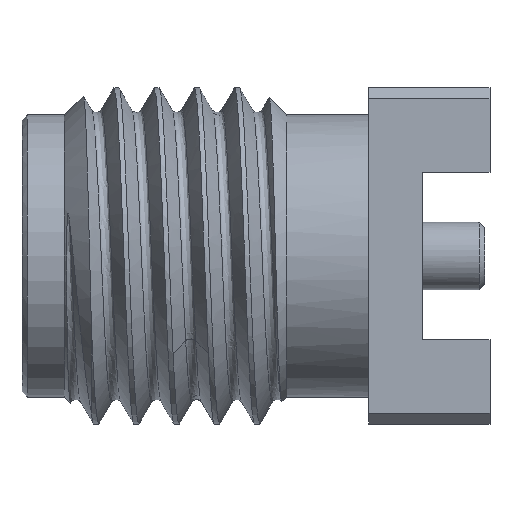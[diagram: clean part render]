
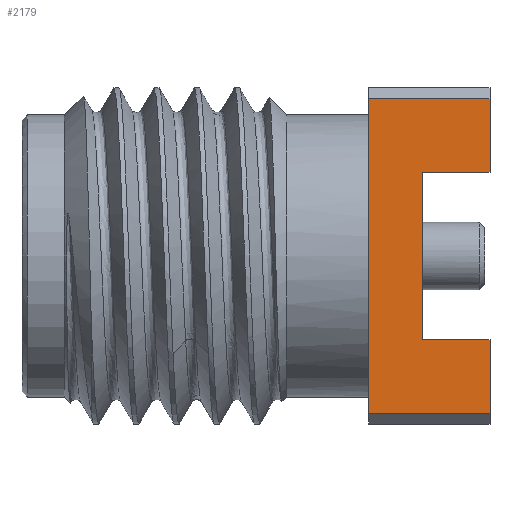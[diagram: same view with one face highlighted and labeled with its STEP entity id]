
A CAD part, front view. The second image highlights one B-rep face of the part: STEP entity #2179.
In plain terms, the highlighted planar face has unit normal (0, -1, 0).
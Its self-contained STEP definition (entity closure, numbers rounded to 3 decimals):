
#121 = DIRECTION ( 'NONE',  ( -1., 0., 0. ) ) ;
#338 = EDGE_CURVE ( 'NONE', #2941, #4169, #5052, .T. ) ;
#702 = CARTESIAN_POINT ( 'NONE',  ( 7.57, -3.175, -1.585 ) ) ;
#712 = VERTEX_POINT ( 'NONE', #702 ) ;
#751 = LINE ( 'NONE', #4959, #1179 ) ;
#764 = ORIENTED_EDGE ( 'NONE', *, *, #2593, .F. ) ;
#917 = DIRECTION ( 'NONE',  ( 0., 0., -1. ) ) ;
#1084 = CARTESIAN_POINT ( 'NONE',  ( 8.84, -3.175, -1.585 ) ) ;
#1108 = CARTESIAN_POINT ( 'NONE',  ( 8.84, -3.175, -3.175 ) ) ;
#1170 = EDGE_CURVE ( 'NONE', #712, #4907, #3204, .T. ) ;
#1179 = VECTOR ( 'NONE', #3686, 1000. ) ;
#1249 = DIRECTION ( 'NONE',  ( -1., 0., 0. ) ) ;
#1515 = LINE ( 'NONE', #3957, #3907 ) ;
#1569 = VECTOR ( 'NONE', #4897, 1000. ) ;
#1614 = LINE ( 'NONE', #3316, #3623 ) ;
#1631 = ORIENTED_EDGE ( 'NONE', *, *, #338, .F. ) ;
#1768 = DIRECTION ( 'NONE',  ( 0., 1., 0. ) ) ;
#1813 = DIRECTION ( 'NONE',  ( 0., 0., 1. ) ) ;
#1823 = CARTESIAN_POINT ( 'NONE',  ( 8.84, -3.175, -1.585 ) ) ;
#1914 = VECTOR ( 'NONE', #2792, 1000. ) ;
#1960 = CARTESIAN_POINT ( 'NONE',  ( 6.55, -3.175, -2.974 ) ) ;
#2022 = ORIENTED_EDGE ( 'NONE', *, *, #3901, .F. ) ;
#2146 = PLANE ( 'NONE',  #3263 ) ;
#2179 = ADVANCED_FACE ( 'NONE', ( #3075 ), #2146, .F. ) ;
#2311 = EDGE_CURVE ( 'NONE', #3400, #2868, #3678, .T. ) ;
#2358 = ORIENTED_EDGE ( 'NONE', *, *, #2311, .T. ) ;
#2539 = CARTESIAN_POINT ( 'NONE',  ( 8.84, -3.175, -3.175 ) ) ;
#2593 = EDGE_CURVE ( 'NONE', #4907, #3970, #1614, .T. ) ;
#2773 = DIRECTION ( 'NONE',  ( 0., 0., -1. ) ) ;
#2792 = DIRECTION ( 'NONE',  ( 1., 0., 0. ) ) ;
#2810 = DIRECTION ( 'NONE',  ( 0., 0., -1. ) ) ;
#2868 = VERTEX_POINT ( 'NONE', #1960 ) ;
#2941 = VERTEX_POINT ( 'NONE', #5292 ) ;
#2981 = EDGE_CURVE ( 'NONE', #3388, #2941, #4920, .T. ) ;
#3075 = FACE_OUTER_BOUND ( 'NONE', #3251, .T. ) ;
#3111 = ORIENTED_EDGE ( 'NONE', *, *, #1170, .F. ) ;
#3204 = LINE ( 'NONE', #1084, #1914 ) ;
#3216 = VECTOR ( 'NONE', #2773, 1000. ) ;
#3229 = CARTESIAN_POINT ( 'NONE',  ( 6.55, -3.175, 0. ) ) ;
#3251 = EDGE_LOOP ( 'NONE', ( #3832, #2358, #2022, #764, #3111, #3812, #1631, #4206 ) ) ;
#3263 = AXIS2_PLACEMENT_3D ( 'NONE', #2539, #1768, #1813 ) ;
#3316 = CARTESIAN_POINT ( 'NONE',  ( 8.84, -3.175, -3.175 ) ) ;
#3348 = VECTOR ( 'NONE', #1249, 1000. ) ;
#3388 = VERTEX_POINT ( 'NONE', #3568 ) ;
#3400 = VERTEX_POINT ( 'NONE', #5381 ) ;
#3536 = VECTOR ( 'NONE', #2810, 1000. ) ;
#3568 = CARTESIAN_POINT ( 'NONE',  ( 8.84, -3.175, 2.974 ) ) ;
#3583 = CARTESIAN_POINT ( 'NONE',  ( 7.57, -3.175, -3.175 ) ) ;
#3623 = VECTOR ( 'NONE', #917, 1000. ) ;
#3678 = LINE ( 'NONE', #3229, #1569 ) ;
#3686 = DIRECTION ( 'NONE',  ( 1., 0., 0. ) ) ;
#3812 = ORIENTED_EDGE ( 'NONE', *, *, #4774, .F. ) ;
#3832 = ORIENTED_EDGE ( 'NONE', *, *, #4099, .F. ) ;
#3901 = EDGE_CURVE ( 'NONE', #3970, #2868, #1515, .T. ) ;
#3907 = VECTOR ( 'NONE', #121, 1000. ) ;
#3957 = CARTESIAN_POINT ( 'NONE',  ( 8.84, -3.175, -2.974 ) ) ;
#3970 = VERTEX_POINT ( 'NONE', #4399 ) ;
#4099 = EDGE_CURVE ( 'NONE', #3400, #3388, #751, .T. ) ;
#4169 = VERTEX_POINT ( 'NONE', #5100 ) ;
#4206 = ORIENTED_EDGE ( 'NONE', *, *, #2981, .F. ) ;
#4251 = CARTESIAN_POINT ( 'NONE',  ( 8.84, -3.175, 1.585 ) ) ;
#4399 = CARTESIAN_POINT ( 'NONE',  ( 8.84, -3.175, -2.974 ) ) ;
#4774 = EDGE_CURVE ( 'NONE', #4169, #712, #5180, .T. ) ;
#4897 = DIRECTION ( 'NONE',  ( 0., 0., -1. ) ) ;
#4907 = VERTEX_POINT ( 'NONE', #1823 ) ;
#4920 = LINE ( 'NONE', #1108, #3536 ) ;
#4959 = CARTESIAN_POINT ( 'NONE',  ( 8.84, -3.175, 2.974 ) ) ;
#5052 = LINE ( 'NONE', #4251, #3348 ) ;
#5100 = CARTESIAN_POINT ( 'NONE',  ( 7.57, -3.175, 1.585 ) ) ;
#5180 = LINE ( 'NONE', #3583, #3216 ) ;
#5292 = CARTESIAN_POINT ( 'NONE',  ( 8.84, -3.175, 1.585 ) ) ;
#5381 = CARTESIAN_POINT ( 'NONE',  ( 6.55, -3.175, 2.974 ) ) ;
